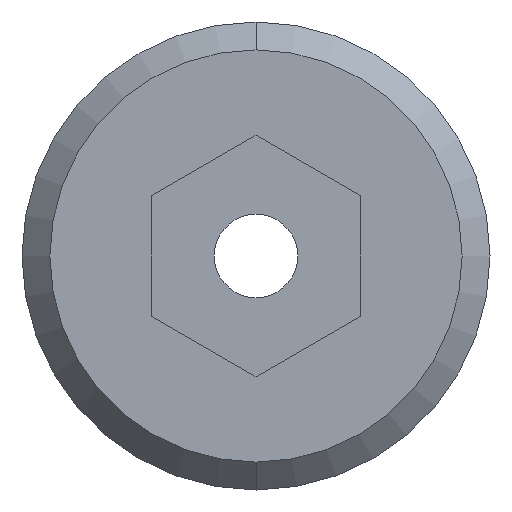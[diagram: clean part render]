
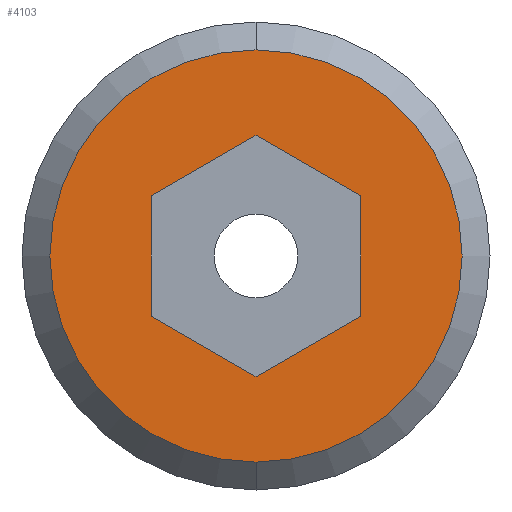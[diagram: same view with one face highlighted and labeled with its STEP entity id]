
A CAD part, left-side view. The second image highlights one B-rep face of the part: STEP entity #4103.
In plain terms, the highlighted planar face has unit normal (-1, 0, 0).
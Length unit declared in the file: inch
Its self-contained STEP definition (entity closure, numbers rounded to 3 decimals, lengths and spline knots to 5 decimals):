
#1815=CARTESIAN_POINT('',(-0.123,0.,0.));
#1816=DIRECTION('',(-1.,0.,0.));
#1817=DIRECTION('',(0.,1.,0.));
#1818=AXIS2_PLACEMENT_3D('',#1815,#1816,#1817);
#1833=DIRECTION('',(0.,0.5,0.866));
#1834=VECTOR('',#1833,0.05196);
#1835=CARTESIAN_POINT('',(-0.123,0.02598,-0.045));
#1836=LINE('',#1835,#1834);
#1837=DIRECTION('',(0.,1.,0.));
#1838=VECTOR('',#1837,0.05196);
#1839=CARTESIAN_POINT('',(-0.123,-0.02598,-0.045));
#1840=LINE('',#1839,#1838);
#1841=DIRECTION('',(0.,0.5,-0.866));
#1842=VECTOR('',#1841,0.05196);
#1843=CARTESIAN_POINT('',(-0.123,-0.05196,0.));
#1844=LINE('',#1843,#1842);
#1845=DIRECTION('',(0.,-0.5,-0.866));
#1846=VECTOR('',#1845,0.05196);
#1847=CARTESIAN_POINT('',(-0.123,-0.02598,0.045));
#1848=LINE('',#1847,#1846);
#1849=DIRECTION('',(0.,-1.,0.));
#1850=VECTOR('',#1849,0.05196);
#1851=CARTESIAN_POINT('',(-0.123,0.02598,0.045));
#1852=LINE('',#1851,#1850);
#1853=DIRECTION('',(0.,-0.5,0.866));
#1854=VECTOR('',#1853,0.05196);
#1855=CARTESIAN_POINT('',(-0.123,0.05196,0.));
#1856=LINE('',#1855,#1854);
#1857=CARTESIAN_POINT('',(-0.123,0.,0.));
#1858=DIRECTION('',(1.,0.,0.));
#1859=DIRECTION('',(0.,1.,0.));
#1860=AXIS2_PLACEMENT_3D('',#1857,#1858,#1859);
#1997=CARTESIAN_POINT('',(-0.123,0.08875,0.));
#1998=CARTESIAN_POINT('',(-0.123,-0.08875,0.));
#1999=VERTEX_POINT('',#1997);
#2000=VERTEX_POINT('',#1998);
#2017=CARTESIAN_POINT('',(-0.123,0.02598,-0.045));
#2018=CARTESIAN_POINT('',(-0.123,0.05196,0.));
#2019=VERTEX_POINT('',#2017);
#2020=VERTEX_POINT('',#2018);
#2021=CARTESIAN_POINT('',(-0.123,-0.02598,-0.045));
#2022=VERTEX_POINT('',#2021);
#2023=CARTESIAN_POINT('',(-0.123,-0.05196,0.));
#2024=VERTEX_POINT('',#2023);
#2025=CARTESIAN_POINT('',(-0.123,-0.02598,0.045));
#2026=VERTEX_POINT('',#2025);
#2027=CARTESIAN_POINT('',(-0.123,0.02598,0.045));
#2028=VERTEX_POINT('',#2027);
#4079=CARTESIAN_POINT('',(-0.123,0.,0.));
#4080=DIRECTION('',(1.,0.,0.));
#4081=DIRECTION('',(0.,-1.,0.));
#4082=AXIS2_PLACEMENT_3D('',#4079,#4080,#4081);
#4083=PLANE('',#4082);
#4084=ORIENTED_EDGE('',*,*,#4069,.F.);
#4086=ORIENTED_EDGE('',*,*,#4085,.T.);
#4087=EDGE_LOOP('',(#4084,#4086));
#4088=FACE_OUTER_BOUND('',#4087,.F.);
#4090=ORIENTED_EDGE('',*,*,#4089,.F.);
#4092=ORIENTED_EDGE('',*,*,#4091,.F.);
#4094=ORIENTED_EDGE('',*,*,#4093,.F.);
#4096=ORIENTED_EDGE('',*,*,#4095,.F.);
#4098=ORIENTED_EDGE('',*,*,#4097,.F.);
#4100=ORIENTED_EDGE('',*,*,#4099,.F.);
#4101=EDGE_LOOP('',(#4090,#4092,#4094,#4096,#4098,#4100));
#4102=FACE_BOUND('',#4101,.F.);
#1819=CIRCLE('',#1818,0.08875);
#1861=CIRCLE('',#1860,0.08875);
#4069=EDGE_CURVE('',#1999,#2000,#1819,.T.);
#4085=EDGE_CURVE('',#1999,#2000,#1861,.T.);
#4089=EDGE_CURVE('',#2019,#2020,#1836,.T.);
#4091=EDGE_CURVE('',#2022,#2019,#1840,.T.);
#4093=EDGE_CURVE('',#2024,#2022,#1844,.T.);
#4095=EDGE_CURVE('',#2026,#2024,#1848,.T.);
#4097=EDGE_CURVE('',#2028,#2026,#1852,.T.);
#4099=EDGE_CURVE('',#2020,#2028,#1856,.T.);
#4103=ADVANCED_FACE('',(#4088,#4102),#4083,.F.);
